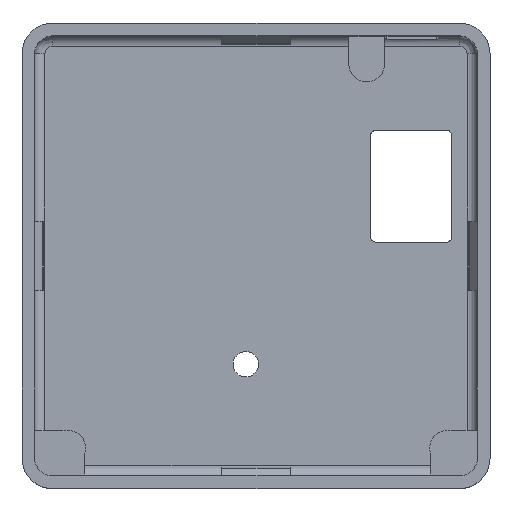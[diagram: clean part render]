
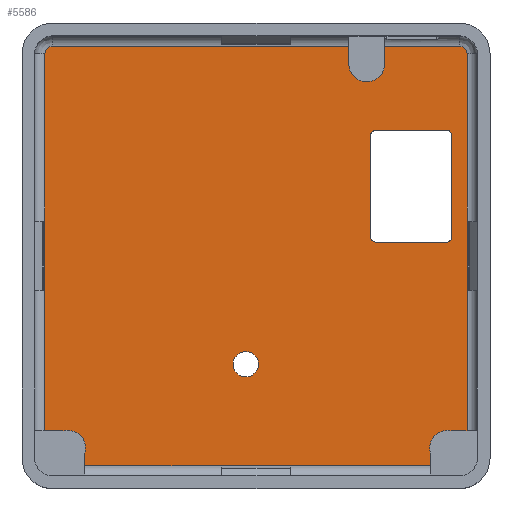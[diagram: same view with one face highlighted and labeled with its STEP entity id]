
A CAD part, top view. The second image highlights one B-rep face of the part: STEP entity #5586.
In plain terms, the highlighted planar face has unit normal (0, 0, 1).
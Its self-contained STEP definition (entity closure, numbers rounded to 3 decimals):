
#50=FACE_BOUND('',#1040,.T.);
#51=FACE_BOUND('',#1041,.T.);
#426=PLANE('',#5923);
#711=FACE_OUTER_BOUND('',#1039,.T.);
#1039=EDGE_LOOP('',(#5100,#5101,#5102,#5103,#5104,#5105,#5106,#5107,#5108,
#5109,#5110,#5111,#5112,#5113,#5114,#5115));
#1040=EDGE_LOOP('',(#5116));
#1041=EDGE_LOOP('',(#5117,#5118,#5119,#5120,#5121,#5122,#5123,#5124));
#1157=LINE('',#7482,#1732);
#1566=LINE('',#9450,#2141);
#1573=LINE('',#9466,#2148);
#1576=LINE('',#9481,#2151);
#1583=LINE('',#9497,#2158);
#1587=LINE('',#9511,#2162);
#1591=LINE('',#9521,#2166);
#1601=LINE('',#9546,#2176);
#1603=LINE('',#9553,#2178);
#1606=LINE('',#9562,#2181);
#1609=LINE('',#9570,#2184);
#1612=LINE('',#9578,#2187);
#1615=LINE('',#9585,#2190);
#1617=LINE('',#9613,#2192);
#1619=LINE('',#9616,#2194);
#1732=VECTOR('',#6217,10.);
#2141=VECTOR('',#6940,10.);
#2148=VECTOR('',#6951,10.);
#2151=VECTOR('',#6968,10.);
#2158=VECTOR('',#6979,10.);
#2162=VECTOR('',#6995,10.);
#2166=VECTOR('',#7003,10.);
#2176=VECTOR('',#7029,10.);
#2178=VECTOR('',#7037,10.);
#2181=VECTOR('',#7046,10.);
#2184=VECTOR('',#7055,10.);
#2187=VECTOR('',#7064,10.);
#2190=VECTOR('',#7073,10.);
#2192=VECTOR('',#7087,10.);
#2194=VECTOR('',#7091,10.);
#2229=CIRCLE('',#5663,2.5);
#2276=CIRCLE('',#5873,3.5);
#2281=CIRCLE('',#5882,3.5);
#2285=CIRCLE('',#5890,3.5);
#2290=CIRCLE('',#5901,1.112);
#2291=CIRCLE('',#5904,1.112);
#2292=CIRCLE('',#5907,1.112);
#2293=CIRCLE('',#5910,1.112);
#2295=CIRCLE('',#5913,1.5);
#2298=CIRCLE('',#5916,1.5);
#2352=VERTEX_POINT('',#7312);
#2403=VERTEX_POINT('',#7479);
#2404=VERTEX_POINT('',#7481);
#2780=VERTEX_POINT('',#9446);
#2782=VERTEX_POINT('',#9449);
#2786=VERTEX_POINT('',#9458);
#2789=VERTEX_POINT('',#9464);
#2792=VERTEX_POINT('',#9477);
#2794=VERTEX_POINT('',#9480);
#2798=VERTEX_POINT('',#9489);
#2801=VERTEX_POINT('',#9495);
#2804=VERTEX_POINT('',#9508);
#2807=VERTEX_POINT('',#9517);
#2809=VERTEX_POINT('',#9520);
#2816=VERTEX_POINT('',#9545);
#2818=VERTEX_POINT('',#9551);
#2819=VERTEX_POINT('',#9555);
#2820=VERTEX_POINT('',#9557);
#2821=VERTEX_POINT('',#9561);
#2822=VERTEX_POINT('',#9565);
#2823=VERTEX_POINT('',#9569);
#2824=VERTEX_POINT('',#9573);
#2825=VERTEX_POINT('',#9577);
#2826=VERTEX_POINT('',#9581);
#2827=VERTEX_POINT('',#9606);
#2901=EDGE_CURVE('',#2352,#2352,#2229,.T.);
#2976=EDGE_CURVE('',#2403,#2404,#1157,.T.);
#3533=EDGE_CURVE('',#2782,#2780,#1566,.T.);
#3541=EDGE_CURVE('',#2786,#2789,#1573,.T.);
#3542=EDGE_CURVE('',#2789,#2782,#2276,.T.);
#3548=EDGE_CURVE('',#2794,#2792,#1576,.T.);
#3556=EDGE_CURVE('',#2798,#2801,#1583,.T.);
#3557=EDGE_CURVE('',#2801,#2794,#2281,.T.);
#3563=EDGE_CURVE('',#2403,#2804,#1587,.T.);
#3568=EDGE_CURVE('',#2809,#2807,#1591,.T.);
#3572=EDGE_CURVE('',#2804,#2809,#2285,.T.);
#3581=EDGE_CURVE('',#2786,#2816,#1601,.T.);
#3585=EDGE_CURVE('',#2818,#2807,#1603,.T.);
#3587=EDGE_CURVE('',#2820,#2819,#2290,.T.);
#3589=EDGE_CURVE('',#2821,#2820,#1606,.T.);
#3591=EDGE_CURVE('',#2822,#2821,#2291,.T.);
#3593=EDGE_CURVE('',#2823,#2822,#1609,.T.);
#3595=EDGE_CURVE('',#2824,#2823,#2292,.T.);
#3597=EDGE_CURVE('',#2825,#2824,#1612,.T.);
#3599=EDGE_CURVE('',#2826,#2825,#2293,.T.);
#3601=EDGE_CURVE('',#2819,#2826,#1615,.T.);
#3603=EDGE_CURVE('',#2816,#2818,#2295,.T.);
#3606=EDGE_CURVE('',#2404,#2827,#2298,.T.);
#3608=EDGE_CURVE('',#2827,#2792,#1617,.T.);
#3610=EDGE_CURVE('',#2798,#2780,#1619,.T.);
#5100=ORIENTED_EDGE('',*,*,#3533,.T.);
#5101=ORIENTED_EDGE('',*,*,#3610,.F.);
#5102=ORIENTED_EDGE('',*,*,#3556,.T.);
#5103=ORIENTED_EDGE('',*,*,#3557,.T.);
#5104=ORIENTED_EDGE('',*,*,#3548,.T.);
#5105=ORIENTED_EDGE('',*,*,#3608,.F.);
#5106=ORIENTED_EDGE('',*,*,#3606,.F.);
#5107=ORIENTED_EDGE('',*,*,#2976,.F.);
#5108=ORIENTED_EDGE('',*,*,#3563,.T.);
#5109=ORIENTED_EDGE('',*,*,#3572,.T.);
#5110=ORIENTED_EDGE('',*,*,#3568,.T.);
#5111=ORIENTED_EDGE('',*,*,#3585,.F.);
#5112=ORIENTED_EDGE('',*,*,#3603,.F.);
#5113=ORIENTED_EDGE('',*,*,#3581,.F.);
#5114=ORIENTED_EDGE('',*,*,#3541,.T.);
#5115=ORIENTED_EDGE('',*,*,#3542,.T.);
#5116=ORIENTED_EDGE('',*,*,#2901,.T.);
#5117=ORIENTED_EDGE('',*,*,#3595,.T.);
#5118=ORIENTED_EDGE('',*,*,#3593,.T.);
#5119=ORIENTED_EDGE('',*,*,#3591,.T.);
#5120=ORIENTED_EDGE('',*,*,#3589,.T.);
#5121=ORIENTED_EDGE('',*,*,#3587,.T.);
#5122=ORIENTED_EDGE('',*,*,#3601,.T.);
#5123=ORIENTED_EDGE('',*,*,#3599,.T.);
#5124=ORIENTED_EDGE('',*,*,#3597,.T.);
#5586=ADVANCED_FACE('',(#711,#50,#51),#426,.F.);
#5663=AXIS2_PLACEMENT_3D('',#7313,#6070,#6071);
#5873=AXIS2_PLACEMENT_3D('',#9468,#6954,#6955);
#5882=AXIS2_PLACEMENT_3D('',#9499,#6982,#6983);
#5890=AXIS2_PLACEMENT_3D('',#9528,#7009,#7010);
#5901=AXIS2_PLACEMENT_3D('',#9558,#7041,#7042);
#5904=AXIS2_PLACEMENT_3D('',#9566,#7050,#7051);
#5907=AXIS2_PLACEMENT_3D('',#9574,#7059,#7060);
#5910=AXIS2_PLACEMENT_3D('',#9582,#7068,#7069);
#5913=AXIS2_PLACEMENT_3D('',#9596,#7076,#7077);
#5916=AXIS2_PLACEMENT_3D('',#9610,#7082,#7083);
#5923=AXIS2_PLACEMENT_3D('',#9629,#7105,#7106);
#6070=DIRECTION('center_axis',(0.,0.,-1.));
#6071=DIRECTION('ref_axis',(1.,0.,0.));
#6217=DIRECTION('',(1.,0.,0.));
#6940=DIRECTION('',(0.,-1.,0.));
#6951=DIRECTION('',(1.,0.,0.));
#6954=DIRECTION('center_axis',(0.,0.,-1.));
#6955=DIRECTION('ref_axis',(0.958,-0.286,0.));
#6968=DIRECTION('',(1.,0.,0.));
#6979=DIRECTION('',(0.,1.,0.));
#6982=DIRECTION('center_axis',(0.,0.,-1.));
#6983=DIRECTION('ref_axis',(0.286,0.958,0.));
#6995=DIRECTION('',(0.,-1.,0.));
#7003=DIRECTION('',(0.,1.,0.));
#7009=DIRECTION('center_axis',(0.,0.,-1.));
#7010=DIRECTION('ref_axis',(-1.,0.,0.));
#7029=DIRECTION('',(0.,1.,0.));
#7037=DIRECTION('',(1.,0.,0.));
#7041=DIRECTION('center_axis',(0.,0.,-1.));
#7042=DIRECTION('ref_axis',(-1.,0.,0.));
#7046=DIRECTION('',(-1.,0.,0.));
#7050=DIRECTION('center_axis',(0.,0.,-1.));
#7051=DIRECTION('ref_axis',(0.,-1.,0.));
#7055=DIRECTION('',(0.,-1.,0.));
#7059=DIRECTION('center_axis',(0.,0.,-1.));
#7060=DIRECTION('ref_axis',(1.,0.,0.));
#7064=DIRECTION('',(1.,0.,0.));
#7068=DIRECTION('center_axis',(0.,0.,-1.));
#7069=DIRECTION('ref_axis',(0.,1.,0.));
#7073=DIRECTION('',(0.,1.,0.));
#7076=DIRECTION('center_axis',(0.,0.,-1.));
#7077=DIRECTION('ref_axis',(-0.707,0.707,0.));
#7082=DIRECTION('center_axis',(0.,0.,-1.));
#7083=DIRECTION('ref_axis',(0.707,0.707,0.));
#7087=DIRECTION('',(0.,-1.,0.));
#7091=DIRECTION('',(-1.,0.,0.));
#7105=DIRECTION('center_axis',(0.,0.,-1.));
#7106=DIRECTION('ref_axis',(-1.,0.,0.));
#7312=CARTESIAN_POINT('',(137.806,-63.251,23.869));
#7313=CARTESIAN_POINT('Origin',(140.306,-63.251,23.869));
#7479=CARTESIAN_POINT('',(167.557,-0.75,23.869));
#7481=CARTESIAN_POINT('',(182.307,-0.75,23.869));
#7482=CARTESIAN_POINT('',(122.307,-0.75,23.869));
#9446=CARTESIAN_POINT('',(108.661,-83.252,23.869));
#9449=CARTESIAN_POINT('',(108.661,-80.75,23.869));
#9450=CARTESIAN_POINT('',(108.661,-63.626,23.869));
#9458=CARTESIAN_POINT('',(100.807,-76.396,23.869));
#9464=CARTESIAN_POINT('',(104.307,-76.396,23.869));
#9466=CARTESIAN_POINT('',(123.307,-76.396,23.869));
#9468=CARTESIAN_POINT('Origin',(105.307,-79.75,23.869));
#9477=CARTESIAN_POINT('',(183.807,-76.396,23.869));
#9480=CARTESIAN_POINT('',(180.957,-76.396,23.869));
#9481=CARTESIAN_POINT('',(164.057,-76.396,23.869));
#9489=CARTESIAN_POINT('',(176.603,-83.252,23.869));
#9495=CARTESIAN_POINT('',(176.603,-80.75,23.869));
#9497=CARTESIAN_POINT('',(176.603,-61.376,23.869));
#9499=CARTESIAN_POINT('Origin',(179.957,-79.75,23.869));
#9508=CARTESIAN_POINT('',(167.557,-4.25,23.869));
#9511=CARTESIAN_POINT('',(167.557,-23.126,23.869));
#9517=CARTESIAN_POINT('',(160.557,-0.75,23.869));
#9520=CARTESIAN_POINT('',(160.557,-4.25,23.869));
#9521=CARTESIAN_POINT('',(160.557,-20.376,23.869));
#9528=CARTESIAN_POINT('Origin',(164.057,-4.25,23.869));
#9545=CARTESIAN_POINT('',(100.807,-2.25,23.869));
#9546=CARTESIAN_POINT('',(100.807,-61.876,23.869));
#9551=CARTESIAN_POINT('',(102.307,-0.75,23.869));
#9553=CARTESIAN_POINT('',(122.307,-0.75,23.869));
#9555=CARTESIAN_POINT('',(164.807,-38.138,23.869));
#9557=CARTESIAN_POINT('',(165.919,-39.25,23.869));
#9558=CARTESIAN_POINT('Origin',(165.919,-38.138,23.869));
#9561=CARTESIAN_POINT('',(179.694,-39.25,23.869));
#9562=CARTESIAN_POINT('',(161.,-39.25,23.869));
#9565=CARTESIAN_POINT('',(180.807,-38.138,23.869));
#9566=CARTESIAN_POINT('Origin',(179.694,-38.138,23.869));
#9569=CARTESIAN_POINT('',(180.807,-18.363,23.869));
#9570=CARTESIAN_POINT('',(180.807,-30.182,23.869));
#9573=CARTESIAN_POINT('',(179.694,-17.25,23.869));
#9574=CARTESIAN_POINT('Origin',(179.694,-18.363,23.869));
#9577=CARTESIAN_POINT('',(165.919,-17.25,23.869));
#9578=CARTESIAN_POINT('',(154.113,-17.25,23.869));
#9581=CARTESIAN_POINT('',(164.807,-18.363,23.869));
#9582=CARTESIAN_POINT('Origin',(165.919,-18.363,23.869));
#9585=CARTESIAN_POINT('',(164.807,-40.069,23.869));
#9596=CARTESIAN_POINT('Origin',(102.307,-2.25,23.869));
#9606=CARTESIAN_POINT('',(183.807,-2.25,23.869));
#9610=CARTESIAN_POINT('Origin',(182.307,-2.25,23.869));
#9613=CARTESIAN_POINT('',(183.807,-22.126,23.869));
#9616=CARTESIAN_POINT('',(162.307,-83.252,23.869));
#9629=CARTESIAN_POINT('Origin',(142.307,-42.001,23.869));
